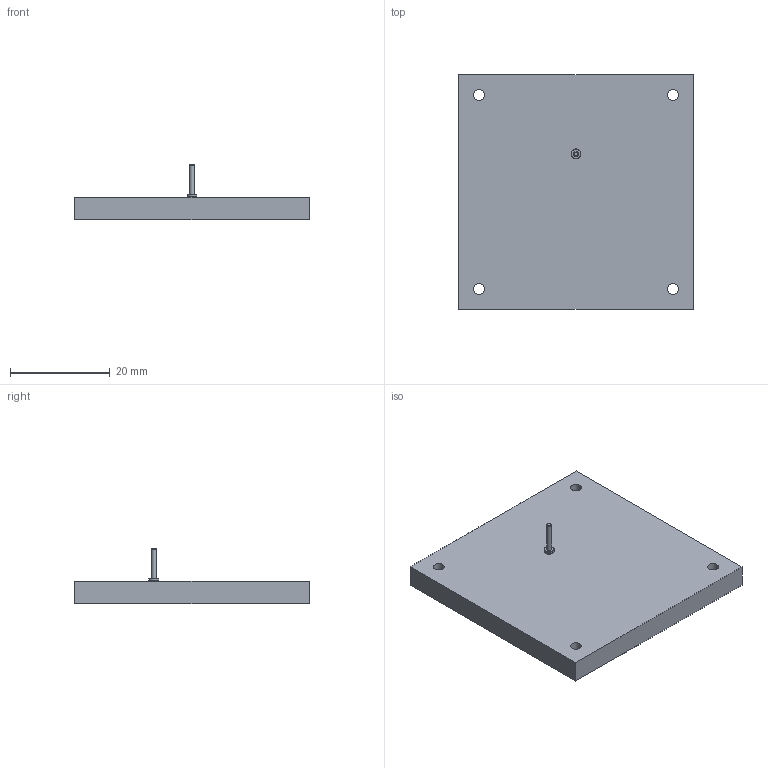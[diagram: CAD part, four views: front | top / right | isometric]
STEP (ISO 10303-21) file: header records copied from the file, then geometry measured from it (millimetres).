
FILE_DESCRIPTION(('KiCad electronic assembly'),'2;1');
FILE_NAME('3Dpatch.step','2022-05-15T11:51:00',('An Author'),( 'A Company'),'Open CASCADE STEP processor 6.9', 'KiCad to STEP converter','Unknown');
FILE_SCHEMA(('AUTOMOTIVE_DESIGN { 1 0 10303 214 1 1 1 1 }'));
Length unit declared in the file: millimetre
Products named in the file (4): Open CASCADE STEP translator 6.9 1; Pin_D1.0mm_L10.0mm; SOLID; COMPOUND
Assembly tree (3 placements, depth 3):
  Open CASCADE STEP translator 6.9 1
    Pin_D1.0mm_L10.0mm
      SOLID
    COMPOUND
Bounding box: 47 x 47 x 11.05 mm (x, y, z)
Volume: 9866.2 mm3; surface area: 5418 mm2
Topology: 2 solids, 2 shells, 28 faces, 59 edges, 37 vertices
Faces by surface type: plane 18, cylinder 7, torus 3
Full cylindrical faces by diameter (mm): 1 x1, 2 x2, 2.2 x4
Entity records: 1626 total; most frequent: DIRECTION 261, CARTESIAN_POINT 246, LINE 143, VECTOR 143, ORIENTED_EDGE 118, PCURVE 118, DEFINITIONAL_REPRESENTATION 118, EDGE_CURVE 59
